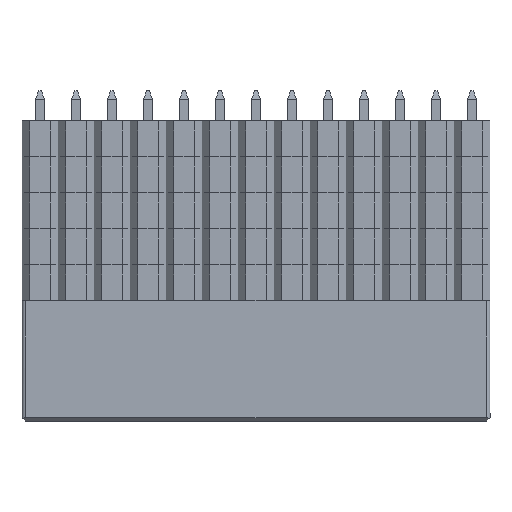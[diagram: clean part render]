
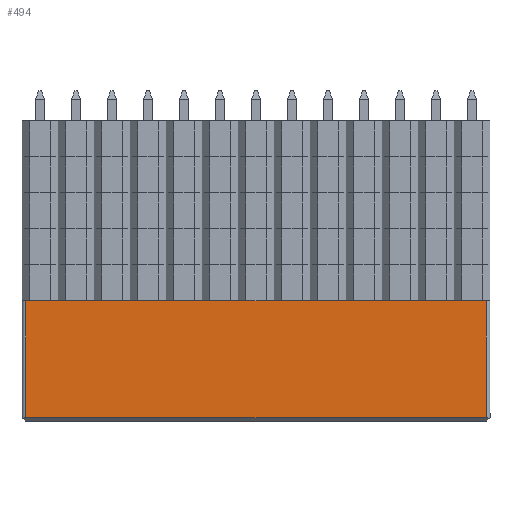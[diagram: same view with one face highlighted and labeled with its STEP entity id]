
A CAD part, front view. The second image highlights one B-rep face of the part: STEP entity #494.
In plain terms, the highlighted face is planar.
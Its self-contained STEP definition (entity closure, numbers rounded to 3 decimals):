
#428 = VERTEX_POINT('',#429);
#429 = CARTESIAN_POINT('',(-1.02,1.23,8.5));
#436 = EDGE_CURVE('',#428,#437,#439,.T.);
#437 = VERTEX_POINT('',#438);
#438 = CARTESIAN_POINT('',(-1.02,1.23,0.25));
#439 = LINE('',#440,#441);
#440 = CARTESIAN_POINT('',(-1.02,1.23,0.));
#441 = VECTOR('',#442,1.);
#442 = DIRECTION('',(0.,0.,-1.));
#467 = EDGE_CURVE('',#437,#468,#470,.T.);
#468 = VERTEX_POINT('',#469);
#469 = CARTESIAN_POINT('',(31.5,1.23,0.25));
#470 = LINE('',#471,#472);
#471 = CARTESIAN_POINT('',(15.24,1.23,0.25));
#472 = VECTOR('',#473,1.);
#473 = DIRECTION('',(1.,0.,0.));
#494 = ADVANCED_FACE('',(#495),#513,.T.);
#495 = FACE_BOUND('',#496,.T.);
#496 = EDGE_LOOP('',(#497,#498,#506,#512));
#497 = ORIENTED_EDGE('',*,*,#436,.F.);
#498 = ORIENTED_EDGE('',*,*,#499,.T.);
#499 = EDGE_CURVE('',#428,#500,#502,.T.);
#500 = VERTEX_POINT('',#501);
#501 = CARTESIAN_POINT('',(31.5,1.23,8.5));
#502 = LINE('',#503,#504);
#503 = CARTESIAN_POINT('',(31.75,1.23,8.5));
#504 = VECTOR('',#505,1.);
#505 = DIRECTION('',(1.,0.,0.));
#506 = ORIENTED_EDGE('',*,*,#507,.F.);
#507 = EDGE_CURVE('',#468,#500,#508,.T.);
#508 = LINE('',#509,#510);
#509 = CARTESIAN_POINT('',(31.5,1.23,0.));
#510 = VECTOR('',#511,1.);
#511 = DIRECTION('',(0.,0.,1.));
#512 = ORIENTED_EDGE('',*,*,#467,.F.);
#513 = PLANE('',#514);
#514 = AXIS2_PLACEMENT_3D('',#515,#516,#517);
#515 = CARTESIAN_POINT('',(15.24,1.23,0.));
#516 = DIRECTION('',(0.,1.,0.));
#517 = DIRECTION('',(0.,-0.,1.));
